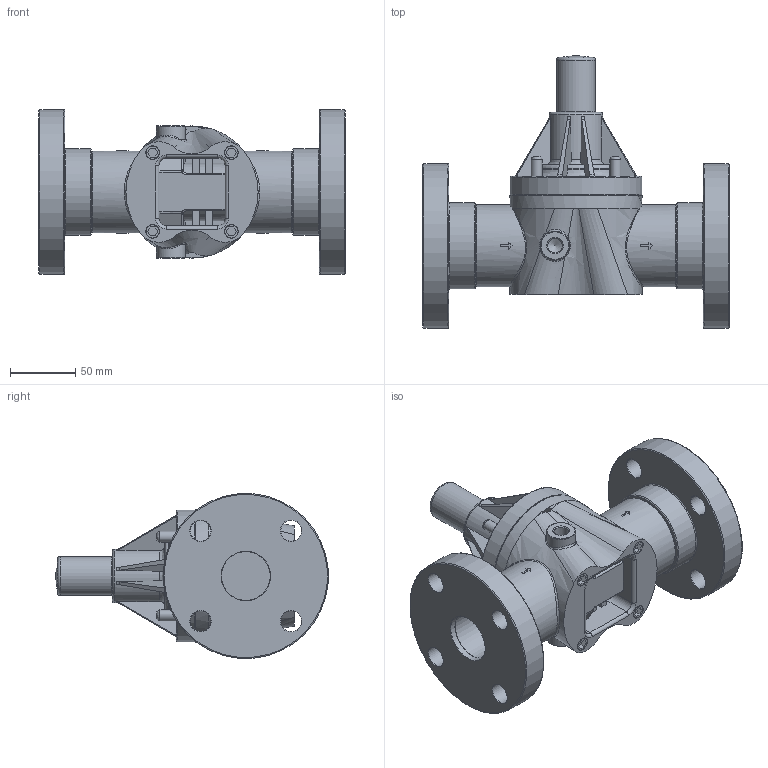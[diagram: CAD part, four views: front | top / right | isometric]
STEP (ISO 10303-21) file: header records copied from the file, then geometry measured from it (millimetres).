
FILE_DESCRIPTION((''),'2;1');
FILE_NAME('ECO-150E-PVC_R0.stp','2017-07-24T14:26:47',('salesdesk5'),(''),'Autodesk Inventor 2009','Autodesk Inventor 2009','');
FILE_SCHEMA(('AUTOMOTIVE_DESIGN { 1 0 10303 214 1 1 1 1 }'));
Length unit declared in the file: inch
Products named in the file (1): ECO-150E-PVC_R0
Bounding box: 235.46 x 209.28 x 126.52 mm (x, y, z)
Volume: 1378806.1 mm3; surface area: 207291.4 mm2
Topology: 1 solids, 14 shells, 450 faces, 1093 edges, 703 vertices
Faces by surface type: plane 171, bspline 116, cylinder 95, torus 53, cone 15
Full cylindrical faces by diameter (mm): 5.842 x4, 8.382 x4, 10.16 x4, 11.112 x1, 11.113 x1, 16.002 x8, 22.225 x2, 29.972 x1, 37.49 x2, 38.1 x2, 41.656 x1, 48.26 x2, 62.992 x2, 66.548 x2, 101.6 x2, 127 x2
Entity records: 18343 total; most frequent: CARTESIAN_POINT 8212, ORIENTED_EDGE 1956, DIRECTION 1888, EDGE_CURVE 978, AXIS2_PLACEMENT_3D 743, VERTEX_POINT 688, EDGE_LOOP 600, FACE_OUTER_BOUND 450
